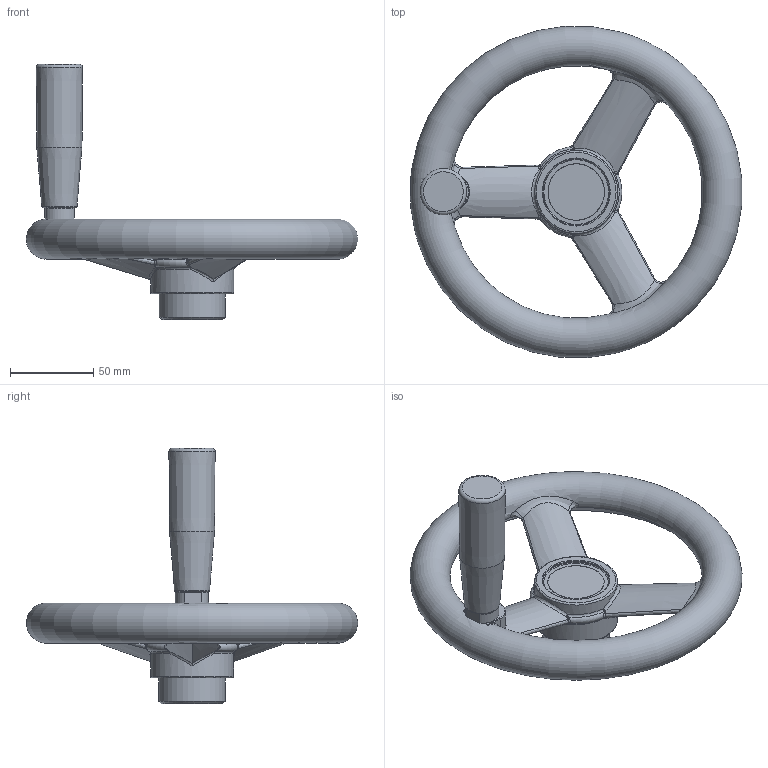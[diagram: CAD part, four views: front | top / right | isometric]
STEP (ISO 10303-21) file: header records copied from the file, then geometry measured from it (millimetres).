
FILE_DESCRIPTION( ( 'Unknown' ), '1' );
FILE_NAME( '6104025_VRA200-M.stp', 'Unknown', ( 'Unknown' ), ( 'Unknown' ), 'PSStep 10.0', 'Unknown', ' ' );
FILE_SCHEMA( ( 'automotive_design' ) );
Length unit declared in the file: millimetre
Products named in the file (1): 6104025
Bounding box: 199.54 x 199.49 x 153.8 mm (x, y, z)
Volume: 395638.3 mm3; surface area: 79365.8 mm2
Topology: 1 solids, 3 shells, 179 faces, 420 edges, 248 vertices
Faces by surface type: bspline 73, plane 33, cylinder 25, torus 22, cone 13, sphere 13
Full cylindrical faces by diameter (mm): 6 x1, 8.3 x1, 9 x1, 10 x2, 10.6 x1, 12 x1, 14 x1, 14.5 x1, 34 x1, 40 x2, 50 x2
Entity records: 18822 total; most frequent: CARTESIAN_POINT 14064, ORIENTED_EDGE 742, DIRECTION 559, EDGE_CURVE 371, AXIS2_PLACEMENT_3D 264, VERTEX_POINT 232, EDGE_LOOP 218, FACE_OUTER_BOUND 201
